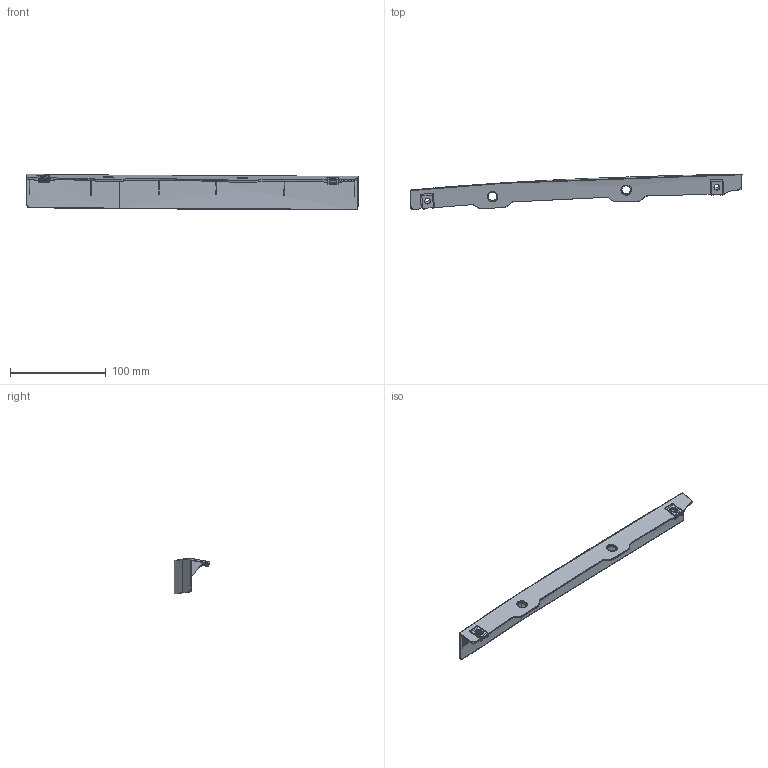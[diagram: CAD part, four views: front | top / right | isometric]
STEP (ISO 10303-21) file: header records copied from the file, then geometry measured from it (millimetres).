
FILE_DESCRIPTION(/* description */ (''),/* implementation_level */ '2;1');
FILE_NAME(/* name */ '71872-58Q00A_000.stp',/* time_stamp */ '2024-11-30T10:42:31+05:30',/* author */ (''),/* organization */ (''),/* preprocessor_version */ 'ST-DEVELOPER v19.4',/* originating_system */ 'SIEMENS PLM Software NX2306.5001',/* authorisation */ '');
FILE_SCHEMA (('AUTOMOTIVE_DESIGN { 1 0 10303 214 3 1 1 1 }'));
Length unit declared in the file: millimetre
Products named in the file (2): 09148-05071KS_000; 71872-58Q00A_000
Assembly tree (2 placements, depth 2):
  71872-58Q00A_000
    09148-05071KS_000  x2
Bounding box: 346.85 x 37.18 x 37.21 mm (x, y, z)
Volume: 76850.1 mm3; surface area: 80278.7 mm2
Topology: 4 solids, 4 shells, 380 faces, 1078 edges, 767 vertices
Faces by surface type: bspline 268, plane 76, cylinder 28, extrusion 4, cone 4
Full cylindrical faces by diameter (mm): 6 x2
Entity records: 17919 total; most frequent: CARTESIAN_POINT 11614, ORIENTED_EDGE 1698, EDGE_CURVE 849, B_SPLINE_CURVE_WITH_KNOTS 679, VERTEX_POINT 541, DIRECTION 465, EDGE_LOOP 356, ADVANCED_FACE 324
